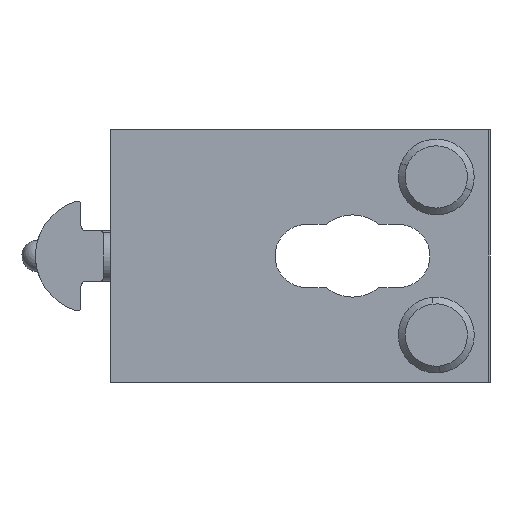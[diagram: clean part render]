
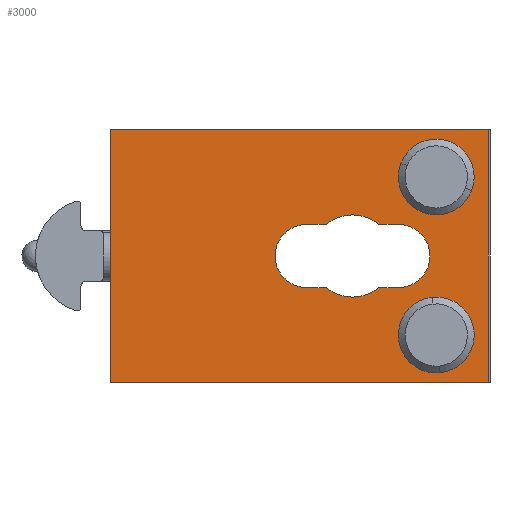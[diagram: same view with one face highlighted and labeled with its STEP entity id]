
A CAD part, front view. The second image highlights one B-rep face of the part: STEP entity #3000.
In plain terms, the highlighted planar face has unit normal (0, -1, 0).
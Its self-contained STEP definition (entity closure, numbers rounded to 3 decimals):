
#68 = CARTESIAN_POINT ( 'NONE',  ( 34.372, -51.734, -10.574 ) ) ;
#69 = DIRECTION ( 'NONE',  ( 1., 0., 0. ) ) ;
#70 = DIRECTION ( 'NONE',  ( 0., 1., 0. ) ) ;
#71 = CARTESIAN_POINT ( 'NONE',  ( 34.372, -51.734, -15.574 ) ) ;
#72 = AXIS2_PLACEMENT_3D ( 'NONE', #71, #70, #69 ) ;
#73 = CIRCLE ( 'NONE', #72, 5. ) ;
#106 = CARTESIAN_POINT ( 'NONE',  ( 40.372, -51.734, -8.127 ) ) ;
#107 = DIRECTION ( 'NONE',  ( 0., 0., 1. ) ) ;
#108 = DIRECTION ( 'NONE',  ( 0., 1., 0. ) ) ;
#112 = CARTESIAN_POINT ( 'NONE',  ( 40.372, -51.734, -3.074 ) ) ;
#113 = AXIS2_PLACEMENT_3D ( 'NONE', #112, #108, #107 ) ;
#114 = CIRCLE ( 'NONE', #113, 5.053 ) ;
#131 = DIRECTION ( 'NONE',  ( 0., 0., 1. ) ) ;
#132 = DIRECTION ( 'NONE',  ( 0., 1., 0. ) ) ;
#133 = CARTESIAN_POINT ( 'NONE',  ( 40.372, -51.734, -28.074 ) ) ;
#134 = AXIS2_PLACEMENT_3D ( 'NONE', #133, #132, #131 ) ;
#135 = CIRCLE ( 'NONE', #134, 5.053 ) ;
#227 = CARTESIAN_POINT ( 'NONE',  ( 40.372, -51.734, -23.021 ) ) ;
#228 = CARTESIAN_POINT ( 'NONE',  ( 40.372, -51.734, -33.127 ) ) ;
#437 = DIRECTION ( 'NONE',  ( 1., 0., 0. ) ) ;
#438 = DIRECTION ( 'NONE',  ( 0., 1., 0. ) ) ;
#439 = CARTESIAN_POINT ( 'NONE',  ( 34.372, -51.734, -15.574 ) ) ;
#440 = AXIS2_PLACEMENT_3D ( 'NONE', #439, #438, #437 ) ;
#441 = CIRCLE ( 'NONE', #440, 5. ) ;
#442 = DIRECTION ( 'NONE',  ( 1., 0., 0. ) ) ;
#443 = VECTOR ( 'NONE', #442, 1000. ) ;
#444 = CARTESIAN_POINT ( 'NONE',  ( 48.572, -51.734, -10.574 ) ) ;
#445 = LINE ( 'NONE', #444, #443 ) ;
#451 = DIRECTION ( 'NONE',  ( 0., 0., -1. ) ) ;
#452 = DIRECTION ( 'NONE',  ( 0., -1., 0. ) ) ;
#453 = CARTESIAN_POINT ( 'NONE',  ( 48.572, -51.734, -15.574 ) ) ;
#455 = AXIS2_PLACEMENT_3D ( 'NONE', #453, #452, #451 ) ;
#456 = PLANE ( 'NONE',  #455 ) ;
#457 = FACE_OUTER_BOUND ( 'NONE', #3132, .T. ) ;
#458 = FACE_BOUND ( 'NONE', #3007, .T. ) ;
#459 = FACE_BOUND ( 'NONE', #3004, .T. ) ;
#460 = FACE_BOUND ( 'NONE', #3001, .T. ) ;
#662 = CARTESIAN_POINT ( 'NONE',  ( 19.872, -51.734, -10.574 ) ) ;
#677 = DIRECTION ( 'NONE',  ( -1., 0., 0. ) ) ;
#678 = DIRECTION ( 'NONE',  ( 0., 1., 0. ) ) ;
#679 = CARTESIAN_POINT ( 'NONE',  ( 27.122, -51.734, -15.574 ) ) ;
#680 = AXIS2_PLACEMENT_3D ( 'NONE', #679, #678, #677 ) ;
#681 = CIRCLE ( 'NONE', #680, 6.5 ) ;
#682 = CARTESIAN_POINT ( 'NONE',  ( 48.572, -51.734, -35.574 ) ) ;
#683 = DIRECTION ( 'NONE',  ( 0., 0., 1. ) ) ;
#684 = VECTOR ( 'NONE', #683, 1000. ) ;
#685 = CARTESIAN_POINT ( 'NONE',  ( 48.572, -51.734, -15.574 ) ) ;
#701 = DIRECTION ( 'NONE',  ( 1., 0., 0. ) ) ;
#702 = VECTOR ( 'NONE', #701, 1000. ) ;
#703 = CARTESIAN_POINT ( 'NONE',  ( 48.572, -51.734, -10.574 ) ) ;
#708 = LINE ( 'NONE', #703, #702 ) ;
#713 = CARTESIAN_POINT ( 'NONE',  ( 40.372, -51.734, 1.979 ) ) ;
#725 = LINE ( 'NONE', #685, #684 ) ;
#727 = CARTESIAN_POINT ( 'NONE',  ( 48.572, -51.734, 4.426 ) ) ;
#783 = DIRECTION ( 'NONE',  ( -1., 0., 0. ) ) ;
#784 = VECTOR ( 'NONE', #783, 1000. ) ;
#785 = CARTESIAN_POINT ( 'NONE',  ( 48.572, -51.734, -20.574 ) ) ;
#786 = LINE ( 'NONE', #785, #784 ) ;
#787 = CARTESIAN_POINT ( 'NONE',  ( 31.275, -51.734, -20.574 ) ) ;
#788 = DIRECTION ( 'NONE',  ( -1., 0., 0. ) ) ;
#789 = DIRECTION ( 'NONE',  ( 0., 1., 0. ) ) ;
#790 = CARTESIAN_POINT ( 'NONE',  ( 27.122, -51.734, -15.574 ) ) ;
#791 = AXIS2_PLACEMENT_3D ( 'NONE', #790, #789, #788 ) ;
#792 = CIRCLE ( 'NONE', #791, 6.5 ) ;
#793 = CARTESIAN_POINT ( 'NONE',  ( 22.968, -51.734, -20.574 ) ) ;
#813 = DIRECTION ( 'NONE',  ( 0., 0., 1. ) ) ;
#814 = DIRECTION ( 'NONE',  ( 0., 1., 0. ) ) ;
#815 = CARTESIAN_POINT ( 'NONE',  ( 40.372, -51.734, -28.074 ) ) ;
#816 = AXIS2_PLACEMENT_3D ( 'NONE', #815, #814, #813 ) ;
#817 = CIRCLE ( 'NONE', #816, 5.053 ) ;
#837 = DIRECTION ( 'NONE',  ( 1., 0., 0. ) ) ;
#838 = DIRECTION ( 'NONE',  ( 0., 1., 0. ) ) ;
#839 = CARTESIAN_POINT ( 'NONE',  ( 19.872, -51.734, -15.574 ) ) ;
#840 = AXIS2_PLACEMENT_3D ( 'NONE', #839, #838, #837 ) ;
#841 = CIRCLE ( 'NONE', #840, 5. ) ;
#843 = CARTESIAN_POINT ( 'NONE',  ( 7.7, -51.734, 4.426 ) ) ;
#844 = LINE ( 'NONE', #843, #931 ) ;
#905 = CARTESIAN_POINT ( 'NONE',  ( 34.372, -51.734, -20.574 ) ) ;
#908 = CARTESIAN_POINT ( 'NONE',  ( 19.872, -51.734, -20.574 ) ) ;
#929 = CARTESIAN_POINT ( 'NONE',  ( -11.128, -51.734, 4.426 ) ) ;
#930 = DIRECTION ( 'NONE',  ( 1., 0., 0. ) ) ;
#931 = VECTOR ( 'NONE', #930, 1000. ) ;
#936 = DIRECTION ( 'NONE',  ( 0., 0., 1. ) ) ;
#937 = VECTOR ( 'NONE', #936, 1000. ) ;
#938 = CARTESIAN_POINT ( 'NONE',  ( -11.128, -51.734, -15.574 ) ) ;
#939 = LINE ( 'NONE', #938, #937 ) ;
#959 = DIRECTION ( 'NONE',  ( -1., 0., 0. ) ) ;
#960 = VECTOR ( 'NONE', #959, 1000. ) ;
#961 = CARTESIAN_POINT ( 'NONE',  ( 48.572, -51.734, -20.574 ) ) ;
#962 = LINE ( 'NONE', #961, #960 ) ;
#963 = CARTESIAN_POINT ( 'NONE',  ( 22.968, -51.734, -10.574 ) ) ;
#964 = CARTESIAN_POINT ( 'NONE',  ( 31.275, -51.734, -10.574 ) ) ;
#1110 = CARTESIAN_POINT ( 'NONE',  ( 40.372, -51.734, -3.074 ) ) ;
#1154 = CARTESIAN_POINT ( 'NONE',  ( 39.372, -51.734, -15.574 ) ) ;
#1165 = DIRECTION ( 'NONE',  ( 0., 0., 1. ) ) ;
#1166 = DIRECTION ( 'NONE',  ( 0., 1., 0. ) ) ;
#1167 = AXIS2_PLACEMENT_3D ( 'NONE', #1110, #1166, #1165 ) ;
#1168 = CIRCLE ( 'NONE', #1167, 5.053 ) ;
#1248 = CARTESIAN_POINT ( 'NONE',  ( -11.128, -51.734, -35.574 ) ) ;
#1249 = DIRECTION ( 'NONE',  ( 1., 0., 0. ) ) ;
#1250 = VECTOR ( 'NONE', #1249, 1000. ) ;
#1251 = CARTESIAN_POINT ( 'NONE',  ( 48.572, -51.734, -35.574 ) ) ;
#1252 = LINE ( 'NONE', #1251, #1250 ) ;
#2749 = EDGE_CURVE ( 'NONE', #2823, #2824, #135, .T. ) ;
#2756 = EDGE_CURVE ( 'NONE', #2757, #3037, #114, .T. ) ;
#2757 = VERTEX_POINT ( 'NONE', #106 ) ;
#2775 = EDGE_CURVE ( 'NONE', #2776, #3236, #73, .T. ) ;
#2776 = VERTEX_POINT ( 'NONE', #68 ) ;
#2823 = VERTEX_POINT ( 'NONE', #228 ) ;
#2824 = VERTEX_POINT ( 'NONE', #227 ) ;
#3000 = ADVANCED_FACE ( 'NONE', ( #460, #459, #458, #457 ), #456, .T. ) ;
#3001 = EDGE_LOOP ( 'NONE', ( #3002, #3003 ) ) ;
#3002 = ORIENTED_EDGE ( 'NONE', *, *, #3253, .T. ) ;
#3003 = ORIENTED_EDGE ( 'NONE', *, *, #2756, .T. ) ;
#3004 = EDGE_LOOP ( 'NONE', ( #3005, #3006 ) ) ;
#3005 = ORIENTED_EDGE ( 'NONE', *, *, #3222, .T. ) ;
#3006 = ORIENTED_EDGE ( 'NONE', *, *, #2749, .T. ) ;
#3007 = EDGE_LOOP ( 'NONE', ( #3024, #3025, #3026, #3027, #3125, #3126, #3129, #3130, #3131 ) ) ;
#3012 = EDGE_CURVE ( 'NONE', #3159, #2776, #445, .T. ) ;
#3014 = EDGE_CURVE ( 'NONE', #3236, #3123, #441, .T. ) ;
#3024 = ORIENTED_EDGE ( 'NONE', *, *, #3111, .T. ) ;
#3025 = ORIENTED_EDGE ( 'NONE', *, *, #3100, .T. ) ;
#3026 = ORIENTED_EDGE ( 'NONE', *, *, #3012, .T. ) ;
#3027 = ORIENTED_EDGE ( 'NONE', *, *, #2775, .T. ) ;
#3037 = VERTEX_POINT ( 'NONE', #713 ) ;
#3042 = VERTEX_POINT ( 'NONE', #662 ) ;
#3062 = VERTEX_POINT ( 'NONE', #793 ) ;
#3064 = EDGE_CURVE ( 'NONE', #3074, #3062, #792, .T. ) ;
#3074 = VERTEX_POINT ( 'NONE', #787 ) ;
#3076 = EDGE_CURVE ( 'NONE', #3123, #3074, #786, .T. ) ;
#3093 = VERTEX_POINT ( 'NONE', #727 ) ;
#3096 = EDGE_CURVE ( 'NONE', #3097, #3093, #725, .T. ) ;
#3097 = VERTEX_POINT ( 'NONE', #682 ) ;
#3100 = EDGE_CURVE ( 'NONE', #3113, #3159, #681, .T. ) ;
#3111 = EDGE_CURVE ( 'NONE', #3042, #3113, #708, .T. ) ;
#3113 = VERTEX_POINT ( 'NONE', #963 ) ;
#3118 = VERTEX_POINT ( 'NONE', #908 ) ;
#3123 = VERTEX_POINT ( 'NONE', #905 ) ;
#3125 = ORIENTED_EDGE ( 'NONE', *, *, #3014, .T. ) ;
#3126 = ORIENTED_EDGE ( 'NONE', *, *, #3076, .T. ) ;
#3129 = ORIENTED_EDGE ( 'NONE', *, *, #3064, .T. ) ;
#3130 = ORIENTED_EDGE ( 'NONE', *, *, #3160, .T. ) ;
#3131 = ORIENTED_EDGE ( 'NONE', *, *, #3212, .T. ) ;
#3132 = EDGE_LOOP ( 'NONE', ( #3133, #3136, #3138, #3139 ) ) ;
#3133 = ORIENTED_EDGE ( 'NONE', *, *, #3134, .F. ) ;
#3134 = EDGE_CURVE ( 'NONE', #3135, #3093, #844, .T. ) ;
#3135 = VERTEX_POINT ( 'NONE', #929 ) ;
#3136 = ORIENTED_EDGE ( 'NONE', *, *, #3137, .F. ) ;
#3137 = EDGE_CURVE ( 'NONE', #3311, #3135, #939, .T. ) ;
#3138 = ORIENTED_EDGE ( 'NONE', *, *, #3310, .T. ) ;
#3139 = ORIENTED_EDGE ( 'NONE', *, *, #3096, .T. ) ;
#3159 = VERTEX_POINT ( 'NONE', #964 ) ;
#3160 = EDGE_CURVE ( 'NONE', #3062, #3118, #962, .T. ) ;
#3212 = EDGE_CURVE ( 'NONE', #3118, #3042, #841, .T. ) ;
#3222 = EDGE_CURVE ( 'NONE', #2824, #2823, #817, .T. ) ;
#3236 = VERTEX_POINT ( 'NONE', #1154 ) ;
#3253 = EDGE_CURVE ( 'NONE', #3037, #2757, #1168, .T. ) ;
#3310 = EDGE_CURVE ( 'NONE', #3311, #3097, #1252, .T. ) ;
#3311 = VERTEX_POINT ( 'NONE', #1248 ) ;
